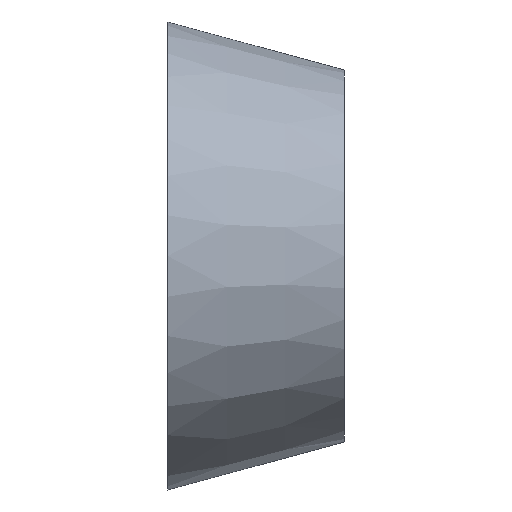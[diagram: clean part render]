
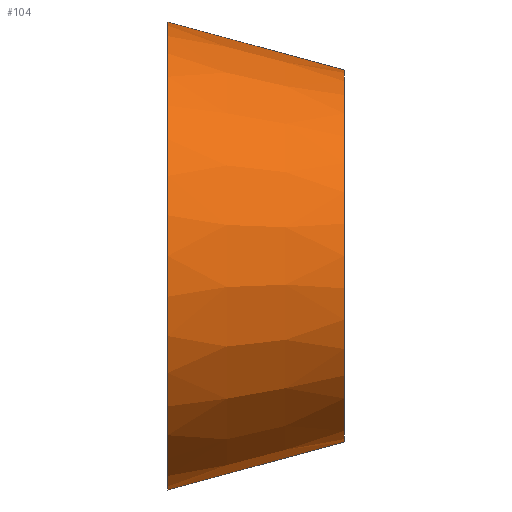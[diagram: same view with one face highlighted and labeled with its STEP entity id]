
A CAD part, front view. The second image highlights one B-rep face of the part: STEP entity #104.
In plain terms, the highlighted conical face has half-angle 15.21 degrees and reference radius 16.85 mm.
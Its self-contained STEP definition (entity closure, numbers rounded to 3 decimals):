
#1 = CARTESIAN_POINT ( 'NONE',  ( 16., 0., 16.85 ) ) ;
#5 = ORIENTED_EDGE ( 'NONE', *, *, #59, .T. ) ;
#6 = EDGE_CURVE ( 'NONE', #238, #47, #144, .T. ) ;
#12 = CARTESIAN_POINT ( 'NONE',  ( 16., 0., 0. ) ) ;
#14 = DIRECTION ( 'NONE',  ( -0.965, 0., -0.262 ) ) ;
#23 = CONICAL_SURFACE ( 'NONE', #137, 16.85, 0.265 ) ;
#24 = VERTEX_POINT ( 'NONE', #226 ) ;
#29 = EDGE_LOOP ( 'NONE', ( #133, #127, #160, #5 ) ) ;
#30 = CARTESIAN_POINT ( 'NONE',  ( 16., 0., 0. ) ) ;
#34 = EDGE_CURVE ( 'NONE', #198, #238, #236, .T. ) ;
#40 = AXIS2_PLACEMENT_3D ( 'NONE', #12, #244, #50 ) ;
#47 = VERTEX_POINT ( 'NONE', #113 ) ;
#50 = DIRECTION ( 'NONE',  ( 0., 0., -1. ) ) ;
#57 = CARTESIAN_POINT ( 'NONE',  ( 16., 0., 16.85 ) ) ;
#59 = EDGE_CURVE ( 'NONE', #24, #47, #129, .T. ) ;
#79 = AXIS2_PLACEMENT_3D ( 'NONE', #209, #110, #206 ) ;
#104 = ADVANCED_FACE ( 'NONE', ( #204 ), #23, .T. ) ;
#110 = DIRECTION ( 'NONE',  ( 1., 0., 0. ) ) ;
#113 = CARTESIAN_POINT ( 'NONE',  ( 0., 0., -21.2 ) ) ;
#117 = LINE ( 'NONE', #57, #224 ) ;
#120 = CARTESIAN_POINT ( 'NONE',  ( 16., 0., -16.85 ) ) ;
#127 = ORIENTED_EDGE ( 'NONE', *, *, #34, .F. ) ;
#128 = DIRECTION ( 'NONE',  ( -1., 0., 0. ) ) ;
#129 = CIRCLE ( 'NONE', #79, 21.2 ) ;
#133 = ORIENTED_EDGE ( 'NONE', *, *, #6, .F. ) ;
#137 = AXIS2_PLACEMENT_3D ( 'NONE', #30, #128, #223 ) ;
#144 = LINE ( 'NONE', #145, #178 ) ;
#145 = CARTESIAN_POINT ( 'NONE',  ( 16., 0., -16.85 ) ) ;
#160 = ORIENTED_EDGE ( 'NONE', *, *, #183, .T. ) ;
#178 = VECTOR ( 'NONE', #14, 1000. ) ;
#183 = EDGE_CURVE ( 'NONE', #198, #24, #117, .T. ) ;
#192 = DIRECTION ( 'NONE',  ( -0.965, 0., 0.262 ) ) ;
#198 = VERTEX_POINT ( 'NONE', #1 ) ;
#204 = FACE_OUTER_BOUND ( 'NONE', #29, .T. ) ;
#206 = DIRECTION ( 'NONE',  ( 0., 0., -1. ) ) ;
#209 = CARTESIAN_POINT ( 'NONE',  ( 0., 0., 0. ) ) ;
#223 = DIRECTION ( 'NONE',  ( 0., 0., 1. ) ) ;
#224 = VECTOR ( 'NONE', #192, 1000. ) ;
#226 = CARTESIAN_POINT ( 'NONE',  ( 0., 0., 21.2 ) ) ;
#236 = CIRCLE ( 'NONE', #40, 16.85 ) ;
#238 = VERTEX_POINT ( 'NONE', #120 ) ;
#244 = DIRECTION ( 'NONE',  ( 1., 0., 0. ) ) ;
